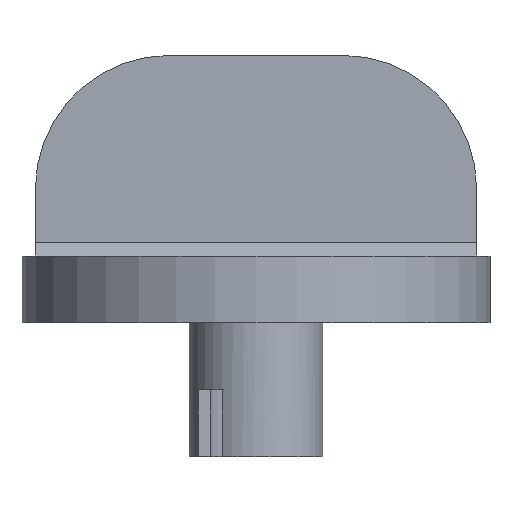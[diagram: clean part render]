
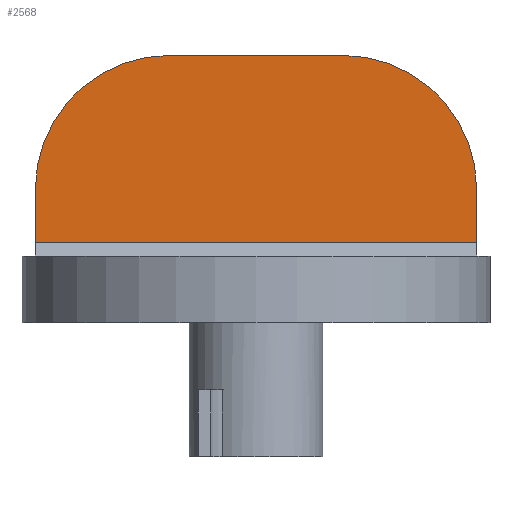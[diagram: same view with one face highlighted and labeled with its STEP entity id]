
A CAD part, front view. The second image highlights one B-rep face of the part: STEP entity #2568.
In plain terms, the highlighted planar face has unit normal (0, -1, 0).
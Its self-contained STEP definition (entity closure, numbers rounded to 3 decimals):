
#1713 = PLANE('',#1714);
#1714 = AXIS2_PLACEMENT_3D('',#1715,#1716,#1717);
#1715 = CARTESIAN_POINT('',(-16.5,-4.,0.));
#1716 = DIRECTION('',(-1.,0.,0.));
#1717 = DIRECTION('',(0.,1.,0.));
#1894 = PLANE('',#1895);
#1895 = AXIS2_PLACEMENT_3D('',#1896,#1897,#1898);
#1896 = CARTESIAN_POINT('',(16.5,4.,0.));
#1897 = DIRECTION('',(1.,0.,0.));
#1898 = DIRECTION('',(0.,-1.,0.));
#1943 = PLANE('',#1944);
#1944 = AXIS2_PLACEMENT_3D('',#1945,#1946,#1947);
#1945 = CARTESIAN_POINT('',(-16.5,-4.5,5.5));
#1946 = DIRECTION('',(0.,0.707,-0.707));
#1947 = DIRECTION('',(-1.,-0.,-0.));
#2020 = VERTEX_POINT('',#2021);
#2021 = CARTESIAN_POINT('',(-16.5,-4.,6.));
#2042 = EDGE_CURVE('',#2020,#2043,#2045,.T.);
#2043 = VERTEX_POINT('',#2044);
#2044 = CARTESIAN_POINT('',(-16.5,-4.,10.));
#2045 = SURFACE_CURVE('',#2046,(#2050,#2057),.PCURVE_S1.);
#2046 = LINE('',#2047,#2048);
#2047 = CARTESIAN_POINT('',(-16.5,-4.,0.));
#2048 = VECTOR('',#2049,1.);
#2049 = DIRECTION('',(0.,0.,1.));
#2050 = PCURVE('',#1713,#2051);
#2051 = DEFINITIONAL_REPRESENTATION('',(#2052),#2056);
#2052 = LINE('',#2053,#2054);
#2053 = CARTESIAN_POINT('',(0.,0.));
#2054 = VECTOR('',#2055,1.);
#2055 = DIRECTION('',(0.,-1.));
#2056 = ( GEOMETRIC_REPRESENTATION_CONTEXT(2) 
PARAMETRIC_REPRESENTATION_CONTEXT() REPRESENTATION_CONTEXT('2D SPACE',''
  ) );
#2057 = PCURVE('',#2058,#2063);
#2058 = PLANE('',#2059);
#2059 = AXIS2_PLACEMENT_3D('',#2060,#2061,#2062);
#2060 = CARTESIAN_POINT('',(16.5,-4.,0.));
#2061 = DIRECTION('',(0.,-1.,0.));
#2062 = DIRECTION('',(-1.,0.,0.));
#2063 = DEFINITIONAL_REPRESENTATION('',(#2064),#2068);
#2064 = LINE('',#2065,#2066);
#2065 = CARTESIAN_POINT('',(33.,0.));
#2066 = VECTOR('',#2067,1.);
#2067 = DIRECTION('',(0.,-1.));
#2068 = ( GEOMETRIC_REPRESENTATION_CONTEXT(2) 
PARAMETRIC_REPRESENTATION_CONTEXT() REPRESENTATION_CONTEXT('2D SPACE',''
  ) );
#2084 = CYLINDRICAL_SURFACE('',#2085,10.);
#2085 = AXIS2_PLACEMENT_3D('',#2086,#2087,#2088);
#2086 = CARTESIAN_POINT('',(-6.5,-4.,10.));
#2087 = DIRECTION('',(0.,1.,0.));
#2088 = DIRECTION('',(-1.,0.,0.));
#2102 = VERTEX_POINT('',#2103);
#2103 = CARTESIAN_POINT('',(16.5,-4.,6.));
#2124 = EDGE_CURVE('',#2020,#2102,#2125,.T.);
#2125 = SURFACE_CURVE('',#2126,(#2130,#2137),.PCURVE_S1.);
#2126 = LINE('',#2127,#2128);
#2127 = CARTESIAN_POINT('',(-16.5,-4.,6.));
#2128 = VECTOR('',#2129,1.);
#2129 = DIRECTION('',(1.,0.,0.));
#2130 = PCURVE('',#1943,#2131);
#2131 = DEFINITIONAL_REPRESENTATION('',(#2132),#2136);
#2132 = LINE('',#2133,#2134);
#2133 = CARTESIAN_POINT('',(-0.,0.707));
#2134 = VECTOR('',#2135,1.);
#2135 = DIRECTION('',(-1.,0.));
#2136 = ( GEOMETRIC_REPRESENTATION_CONTEXT(2) 
PARAMETRIC_REPRESENTATION_CONTEXT() REPRESENTATION_CONTEXT('2D SPACE',''
  ) );
#2137 = PCURVE('',#2058,#2138);
#2138 = DEFINITIONAL_REPRESENTATION('',(#2139),#2143);
#2139 = LINE('',#2140,#2141);
#2140 = CARTESIAN_POINT('',(33.,-6.));
#2141 = VECTOR('',#2142,1.);
#2142 = DIRECTION('',(-1.,-0.));
#2143 = ( GEOMETRIC_REPRESENTATION_CONTEXT(2) 
PARAMETRIC_REPRESENTATION_CONTEXT() REPRESENTATION_CONTEXT('2D SPACE',''
  ) );
#2148 = EDGE_CURVE('',#2102,#2149,#2151,.T.);
#2149 = VERTEX_POINT('',#2150);
#2150 = CARTESIAN_POINT('',(16.5,-4.,10.));
#2151 = SURFACE_CURVE('',#2152,(#2156,#2163),.PCURVE_S1.);
#2152 = LINE('',#2153,#2154);
#2153 = CARTESIAN_POINT('',(16.5,-4.,0.));
#2154 = VECTOR('',#2155,1.);
#2155 = DIRECTION('',(0.,0.,1.));
#2156 = PCURVE('',#1894,#2157);
#2157 = DEFINITIONAL_REPRESENTATION('',(#2158),#2162);
#2158 = LINE('',#2159,#2160);
#2159 = CARTESIAN_POINT('',(8.,0.));
#2160 = VECTOR('',#2161,1.);
#2161 = DIRECTION('',(0.,-1.));
#2162 = ( GEOMETRIC_REPRESENTATION_CONTEXT(2) 
PARAMETRIC_REPRESENTATION_CONTEXT() REPRESENTATION_CONTEXT('2D SPACE',''
  ) );
#2163 = PCURVE('',#2058,#2164);
#2164 = DEFINITIONAL_REPRESENTATION('',(#2165),#2169);
#2165 = LINE('',#2166,#2167);
#2166 = CARTESIAN_POINT('',(0.,-0.));
#2167 = VECTOR('',#2168,1.);
#2168 = DIRECTION('',(0.,-1.));
#2169 = ( GEOMETRIC_REPRESENTATION_CONTEXT(2) 
PARAMETRIC_REPRESENTATION_CONTEXT() REPRESENTATION_CONTEXT('2D SPACE',''
  ) );
#2216 = CYLINDRICAL_SURFACE('',#2217,10.);
#2217 = AXIS2_PLACEMENT_3D('',#2218,#2219,#2220);
#2218 = CARTESIAN_POINT('',(6.5,4.,10.));
#2219 = DIRECTION('',(0.,-1.,0.));
#2220 = DIRECTION('',(1.,0.,0.));
#2477 = PLANE('',#2478);
#2478 = AXIS2_PLACEMENT_3D('',#2479,#2480,#2481);
#2479 = CARTESIAN_POINT('',(0.,0.,20.));
#2480 = DIRECTION('',(0.,0.,1.));
#2481 = DIRECTION('',(1.,0.,0.));
#2518 = EDGE_CURVE('',#2043,#2519,#2521,.T.);
#2519 = VERTEX_POINT('',#2520);
#2520 = CARTESIAN_POINT('',(-6.5,-4.,20.));
#2521 = SURFACE_CURVE('',#2522,(#2527,#2534),.PCURVE_S1.);
#2522 = CIRCLE('',#2523,10.);
#2523 = AXIS2_PLACEMENT_3D('',#2524,#2525,#2526);
#2524 = CARTESIAN_POINT('',(-6.5,-4.,10.));
#2525 = DIRECTION('',(0.,1.,0.));
#2526 = DIRECTION('',(0.,0.,1.));
#2527 = PCURVE('',#2084,#2528);
#2528 = DEFINITIONAL_REPRESENTATION('',(#2529),#2533);
#2529 = LINE('',#2530,#2531);
#2530 = CARTESIAN_POINT('',(-4.712,0.));
#2531 = VECTOR('',#2532,1.);
#2532 = DIRECTION('',(1.,0.));
#2533 = ( GEOMETRIC_REPRESENTATION_CONTEXT(2) 
PARAMETRIC_REPRESENTATION_CONTEXT() REPRESENTATION_CONTEXT('2D SPACE',''
  ) );
#2534 = PCURVE('',#2058,#2535);
#2535 = DEFINITIONAL_REPRESENTATION('',(#2536),#2544);
#2536 = ( BOUNDED_CURVE() B_SPLINE_CURVE(2,(#2537,#2538,#2539,#2540,
#2541,#2542,#2543),.UNSPECIFIED.,.T.,.F.) B_SPLINE_CURVE_WITH_KNOTS((1,2
    ,2,2,2,1),(-2.094,0.,2.094,4.189,
6.283,8.378),.UNSPECIFIED.) CURVE() 
GEOMETRIC_REPRESENTATION_ITEM() RATIONAL_B_SPLINE_CURVE((1.,0.5,1.,0.5,
1.,0.5,1.)) REPRESENTATION_ITEM('') );
#2537 = CARTESIAN_POINT('',(23.,-20.));
#2538 = CARTESIAN_POINT('',(5.679,-20.));
#2539 = CARTESIAN_POINT('',(14.34,-5.));
#2540 = CARTESIAN_POINT('',(23.,10.));
#2541 = CARTESIAN_POINT('',(31.66,-5.));
#2542 = CARTESIAN_POINT('',(40.321,-20.));
#2543 = CARTESIAN_POINT('',(23.,-20.));
#2544 = ( GEOMETRIC_REPRESENTATION_CONTEXT(2) 
PARAMETRIC_REPRESENTATION_CONTEXT() REPRESENTATION_CONTEXT('2D SPACE',''
  ) );
#2568 = ADVANCED_FACE('',(#2569),#2058,.T.);
#2569 = FACE_BOUND('',#2570,.T.);
#2570 = EDGE_LOOP('',(#2571,#2572,#2573,#2574,#2598,#2619));
#2571 = ORIENTED_EDGE('',*,*,#2042,.F.);
#2572 = ORIENTED_EDGE('',*,*,#2124,.T.);
#2573 = ORIENTED_EDGE('',*,*,#2148,.T.);
#2574 = ORIENTED_EDGE('',*,*,#2575,.T.);
#2575 = EDGE_CURVE('',#2149,#2576,#2578,.T.);
#2576 = VERTEX_POINT('',#2577);
#2577 = CARTESIAN_POINT('',(6.5,-4.,20.));
#2578 = SURFACE_CURVE('',#2579,(#2584,#2591),.PCURVE_S1.);
#2579 = CIRCLE('',#2580,10.);
#2580 = AXIS2_PLACEMENT_3D('',#2581,#2582,#2583);
#2581 = CARTESIAN_POINT('',(6.5,-4.,10.));
#2582 = DIRECTION('',(0.,-1.,0.));
#2583 = DIRECTION('',(0.,0.,-1.));
#2584 = PCURVE('',#2058,#2585);
#2585 = DEFINITIONAL_REPRESENTATION('',(#2586),#2590);
#2586 = CIRCLE('',#2587,10.);
#2587 = AXIS2_PLACEMENT_2D('',#2588,#2589);
#2588 = CARTESIAN_POINT('',(10.,-10.));
#2589 = DIRECTION('',(0.,1.));
#2590 = ( GEOMETRIC_REPRESENTATION_CONTEXT(2) 
PARAMETRIC_REPRESENTATION_CONTEXT() REPRESENTATION_CONTEXT('2D SPACE',''
  ) );
#2591 = PCURVE('',#2216,#2592);
#2592 = DEFINITIONAL_REPRESENTATION('',(#2593),#2597);
#2593 = LINE('',#2594,#2595);
#2594 = CARTESIAN_POINT('',(-1.571,8.));
#2595 = VECTOR('',#2596,1.);
#2596 = DIRECTION('',(1.,0.));
#2597 = ( GEOMETRIC_REPRESENTATION_CONTEXT(2) 
PARAMETRIC_REPRESENTATION_CONTEXT() REPRESENTATION_CONTEXT('2D SPACE',''
  ) );
#2598 = ORIENTED_EDGE('',*,*,#2599,.T.);
#2599 = EDGE_CURVE('',#2576,#2519,#2600,.T.);
#2600 = SURFACE_CURVE('',#2601,(#2605,#2612),.PCURVE_S1.);
#2601 = LINE('',#2602,#2603);
#2602 = CARTESIAN_POINT('',(16.5,-4.,20.));
#2603 = VECTOR('',#2604,1.);
#2604 = DIRECTION('',(-1.,0.,0.));
#2605 = PCURVE('',#2058,#2606);
#2606 = DEFINITIONAL_REPRESENTATION('',(#2607),#2611);
#2607 = LINE('',#2608,#2609);
#2608 = CARTESIAN_POINT('',(0.,-20.));
#2609 = VECTOR('',#2610,1.);
#2610 = DIRECTION('',(1.,0.));
#2611 = ( GEOMETRIC_REPRESENTATION_CONTEXT(2) 
PARAMETRIC_REPRESENTATION_CONTEXT() REPRESENTATION_CONTEXT('2D SPACE',''
  ) );
#2612 = PCURVE('',#2477,#2613);
#2613 = DEFINITIONAL_REPRESENTATION('',(#2614),#2618);
#2614 = LINE('',#2615,#2616);
#2615 = CARTESIAN_POINT('',(16.5,-4.));
#2616 = VECTOR('',#2617,1.);
#2617 = DIRECTION('',(-1.,0.));
#2618 = ( GEOMETRIC_REPRESENTATION_CONTEXT(2) 
PARAMETRIC_REPRESENTATION_CONTEXT() REPRESENTATION_CONTEXT('2D SPACE',''
  ) );
#2619 = ORIENTED_EDGE('',*,*,#2518,.F.);
